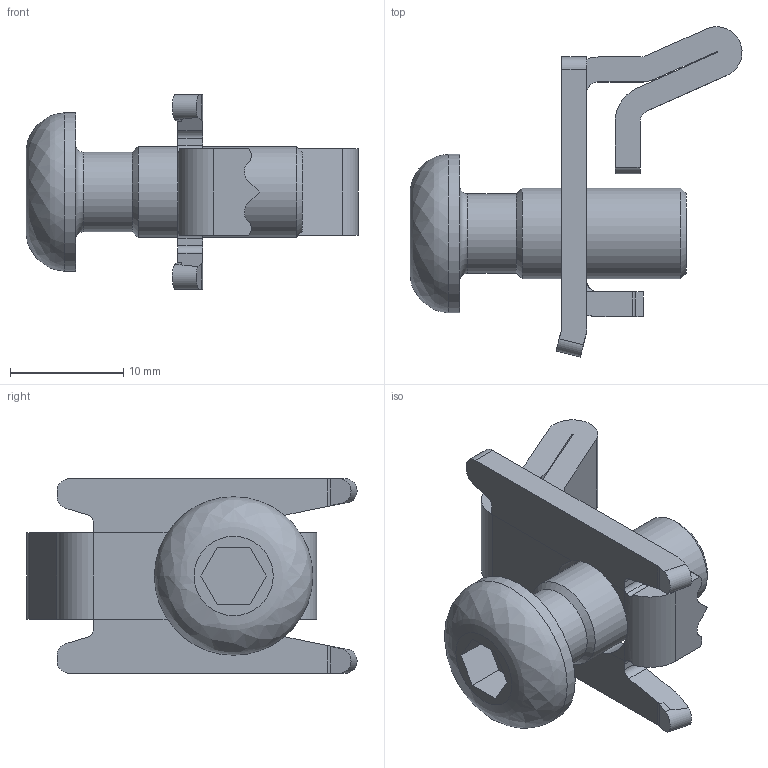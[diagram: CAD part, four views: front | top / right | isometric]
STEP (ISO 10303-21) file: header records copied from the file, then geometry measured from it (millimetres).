
FILE_DESCRIPTION(/* description */ ('STEP AP214'),/* implementation_level */ '2;1');
FILE_NAME(/* name */ '1025174.stp',/* time_stamp */ '2024-04-30T16:23:15+02:00',/* author */ ('b.steehouwer'),/* organization */ ('CADENAS'),/* preprocessor_version */ 'ST-DEVELOPER v18.1',/* originating_system */ 'Autodesk Inventor 2021',/* authorisation */ ' ');
FILE_SCHEMA (('AUTOMOTIVE_DESIGN { 1 0 10303 214 3 1 1 }'));
Length unit declared in the file: millimetre
Products named in the file (4): 1025174; 92143_2; 92143_1; 099F0840SM08S01_dummy
Assembly tree (3 placements, depth 2):
  1025174
    92143_2
    92143_1
    099F0840SM08S01_dummy
Bounding box: 29.33 x 29.16 x 17.2 mm (x, y, z)
Volume: 2690.5 mm3; surface area: 2559.5 mm2
Topology: 2 solids, 2 shells, 114 faces, 322 edges, 212 vertices
Faces by surface type: plane 68, cylinder 42, cone 2, bspline 1, torus 1
Full cylindrical faces by diameter (mm): 7 x1, 8 x1, 9 x1, 14 x1
Entity records: 3967 total; most frequent: CARTESIAN_POINT 775, DIRECTION 657, ORIENTED_EDGE 644, EDGE_CURVE 322, AXIS2_PLACEMENT_3D 225, VERTEX_POINT 212, LINE 207, VECTOR 207
